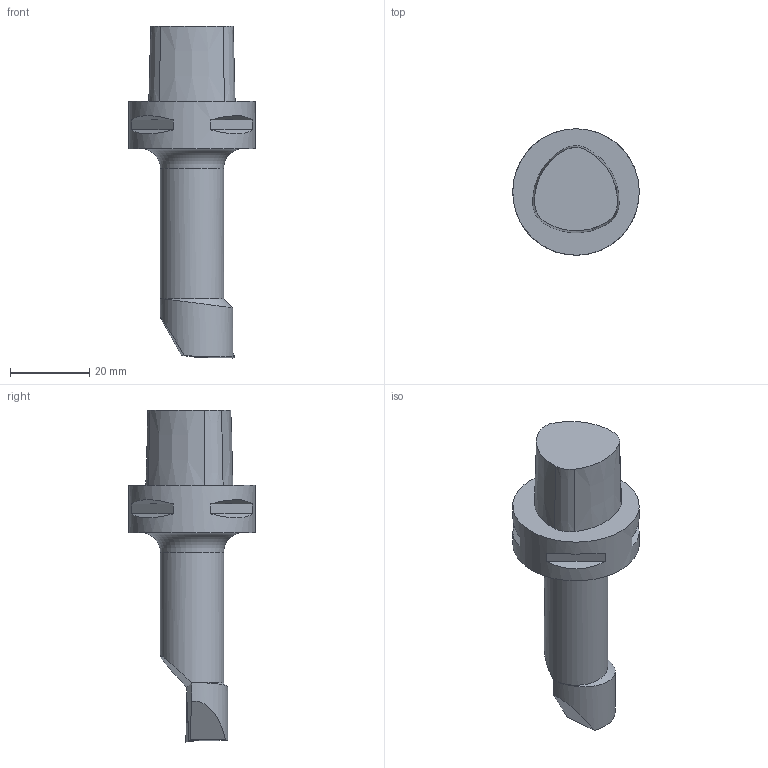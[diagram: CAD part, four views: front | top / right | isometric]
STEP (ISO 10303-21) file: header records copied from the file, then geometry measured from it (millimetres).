
FILE_DESCRIPTION(/* description */ (''),/* implementation_level */ '2;1');
FILE_NAME(/* name */ 'C3-STFCL-11065-11.stp',/* time_stamp */ '2018-02-15T16:18:44+06:00',/* author */ (''),/* organization */ (''),/* preprocessor_version */ 'ST-DEVELOPER v16',/* originating_system */ 'SIEMENS PLM Software NX 11.0',/* authorisation */ '');
FILE_SCHEMA (('AUTOMOTIVE_DESIGN { 1 0 10303 214 3 1 1 1 }'));
Length unit declared in the file: millimetre
Products named in the file (1): C3-STFCL-11065-11
Bounding box: 32 x 31.99 x 84 mm (x, y, z)
Volume: 25808.2 mm3; surface area: 7502.4 mm2
Topology: 3 solids, 3 shells, 47 faces, 107 edges, 71 vertices
Faces by surface type: plane 31, cone 11, cylinder 4, torus 1
Full cylindrical faces by diameter (mm): 16 x1, 32 x1
Entity records: 1384 total; most frequent: CARTESIAN_POINT 243, DIRECTION 240, ORIENTED_EDGE 204, EDGE_CURVE 102, AXIS2_PLACEMENT_3D 92, VERTEX_POINT 69, LINE 56, VECTOR 56
